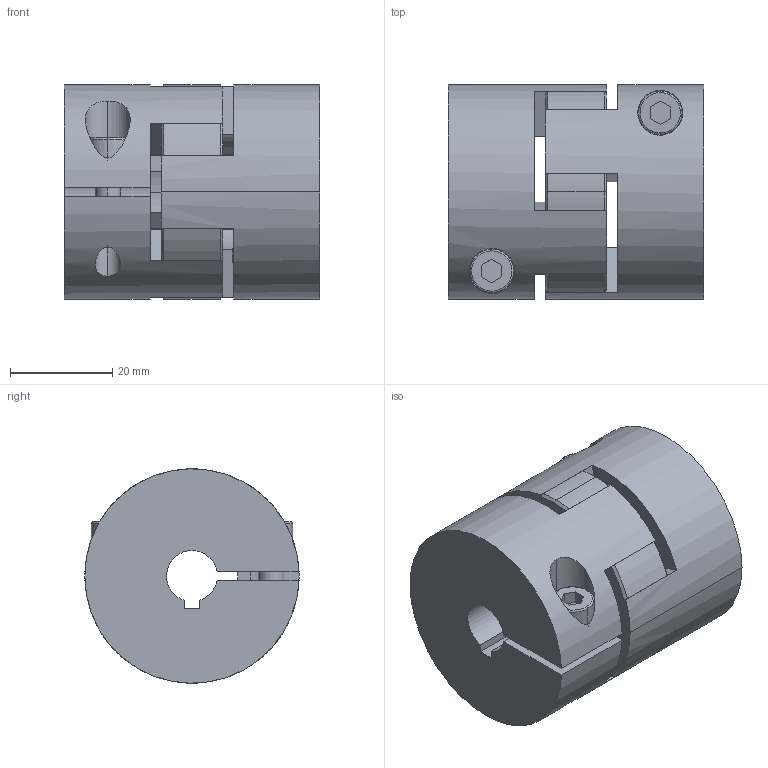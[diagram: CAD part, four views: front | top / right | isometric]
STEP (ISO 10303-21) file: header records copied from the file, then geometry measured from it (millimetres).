
FILE_DESCRIPTION(('STEP AP214'),'1');
FILE_NAME('cctmp_138EAB72-3FB4-4EA5-BC13-F5F63E86BCEB_2023_06_13_14_44_47_0671..stp','2023-06-13T12:44:47',('R+W Antriebselemente GmbH'),('CADClick - www.CADClick.com'),'Spatial InterOp 3D',' ','unknown authorization');
FILE_SCHEMA(('AUTOMOTIVE_DESIGN'));
Length unit declared in the file: millimetre
Products named in the file (4): cc_unnamed; EKL/20/50/A/10-PFN/22-PFN_2; EKL/20/50/A/10-PFN/22-PFN_1; EKL/20/50/A/10-PFN/22-PFN
Assembly tree (3 placements, depth 2):
  cc_unnamed
    EKL/20/50/A/10-PFN/22-PFN_2
    EKL/20/50/A/10-PFN/22-PFN_1
    EKL/20/50/A/10-PFN/22-PFN
Bounding box: 50 x 42 x 42 mm (x, y, z)
Volume: 52049.5 mm3; surface area: 20315.1 mm2
Topology: 3 solids, 3 shells, 144 faces, 376 edges, 248 vertices
Faces by surface type: plane 70, cylinder 54, cone 16, torus 4
Entity records: 5986 total; most frequent: CARTESIAN_POINT 1048, DIRECTION 801, ORIENTED_EDGE 752, EDGE_CURVE 376, AXIS2_PLACEMENT_3D 285, VERTEX_POINT 248, LINE 231, VECTOR 231
